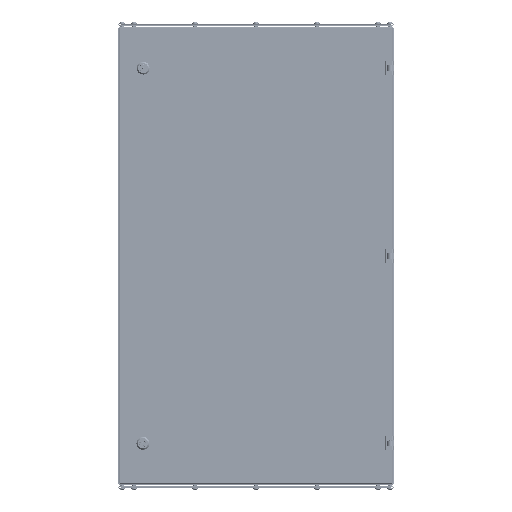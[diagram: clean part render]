
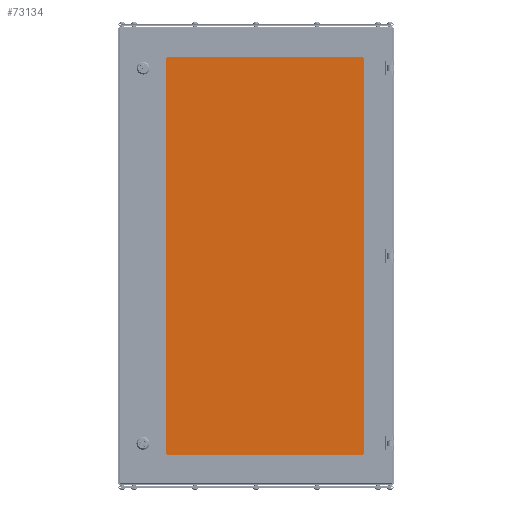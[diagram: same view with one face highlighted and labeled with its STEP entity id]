
A CAD part, top view. The second image highlights one B-rep face of the part: STEP entity #73134.
In plain terms, the highlighted planar face has unit normal (0, 0, 1).
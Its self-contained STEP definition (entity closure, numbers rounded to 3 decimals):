
#691 = DIRECTION ( 'NONE',  ( 0., 0., -1. ) ) ;
#2230 = LINE ( 'NONE', #71797, #82639 ) ;
#6061 = VERTEX_POINT ( 'NONE', #82352 ) ;
#6975 = CIRCLE ( 'NONE', #59714, 10. ) ;
#8740 = DIRECTION ( 'NONE',  ( 0., 1., 0. ) ) ;
#9695 = VERTEX_POINT ( 'NONE', #84887 ) ;
#11443 = AXIS2_PLACEMENT_3D ( 'NONE', #92356, #91438, #55995 ) ;
#12978 = EDGE_CURVE ( 'NONE', #71501, #9695, #6975, .T. ) ;
#14643 = ORIENTED_EDGE ( 'NONE', *, *, #36523, .T. ) ;
#15301 = DIRECTION ( 'NONE',  ( 0., 0., 1. ) ) ;
#18887 = VECTOR ( 'NONE', #47852, 1000. ) ;
#20681 = ORIENTED_EDGE ( 'NONE', *, *, #12978, .T. ) ;
#21504 = PLANE ( 'NONE',  #48588 ) ;
#22898 = CARTESIAN_POINT ( 'NONE',  ( 227.75, -445.5, 4. ) ) ;
#24850 = DIRECTION ( 'NONE',  ( 0., 0., 1. ) ) ;
#25617 = CARTESIAN_POINT ( 'NONE',  ( 227.75, -435.5, 4. ) ) ;
#28336 = VECTOR ( 'NONE', #64541, 1000. ) ;
#32061 = CARTESIAN_POINT ( 'NONE',  ( -227.75, 435.5, 4. ) ) ;
#32810 = EDGE_CURVE ( 'NONE', #9695, #62644, #2230, .T. ) ;
#32912 = EDGE_CURVE ( 'NONE', #48576, #77909, #55577, .T. ) ;
#34123 = DIRECTION ( 'NONE',  ( -1., 0., 0. ) ) ;
#34321 = CARTESIAN_POINT ( 'NONE',  ( -227.75, 445.5, 4. ) ) ;
#36109 = EDGE_CURVE ( 'NONE', #93146, #6061, #74797, .T. ) ;
#36288 = CARTESIAN_POINT ( 'NONE',  ( 217.75, 445.5, 4. ) ) ;
#36523 = EDGE_CURVE ( 'NONE', #6061, #48576, #37101, .T. ) ;
#37101 = CIRCLE ( 'NONE', #11443, 10. ) ;
#37244 = CARTESIAN_POINT ( 'NONE',  ( -227.75, -435.5, 4. ) ) ;
#37477 = CARTESIAN_POINT ( 'NONE',  ( -217.75, 435.5, 4. ) ) ;
#39816 = LINE ( 'NONE', #61072, #18887 ) ;
#42570 = VERTEX_POINT ( 'NONE', #32061 ) ;
#47852 = DIRECTION ( 'NONE',  ( 0., -1., 0. ) ) ;
#48541 = CIRCLE ( 'NONE', #56088, 10. ) ;
#48576 = VERTEX_POINT ( 'NONE', #36288 ) ;
#48588 = AXIS2_PLACEMENT_3D ( 'NONE', #66300, #691, #72016 ) ;
#49421 = CARTESIAN_POINT ( 'NONE',  ( -217.75, 445.5, 4. ) ) ;
#50514 = DIRECTION ( 'NONE',  ( 1., 0., 0. ) ) ;
#52838 = AXIS2_PLACEMENT_3D ( 'NONE', #77098, #76176, #34123 ) ;
#55133 = EDGE_CURVE ( 'NONE', #77909, #42570, #48541, .T. ) ;
#55577 = LINE ( 'NONE', #34321, #28336 ) ;
#55995 = DIRECTION ( 'NONE',  ( -1., 0., 0. ) ) ;
#56088 = AXIS2_PLACEMENT_3D ( 'NONE', #37477, #15301, #87094 ) ;
#59139 = ORIENTED_EDGE ( 'NONE', *, *, #90418, .T. ) ;
#59714 = AXIS2_PLACEMENT_3D ( 'NONE', #66421, #24850, #66872 ) ;
#61072 = CARTESIAN_POINT ( 'NONE',  ( -227.75, -445.5, 4. ) ) ;
#62232 = EDGE_CURVE ( 'NONE', #42570, #71501, #39816, .T. ) ;
#62644 = VERTEX_POINT ( 'NONE', #79807 ) ;
#64541 = DIRECTION ( 'NONE',  ( -1., 0., 0. ) ) ;
#66300 = CARTESIAN_POINT ( 'NONE',  ( 0., 0., 4. ) ) ;
#66421 = CARTESIAN_POINT ( 'NONE',  ( -217.75, -435.5, 4. ) ) ;
#66472 = CIRCLE ( 'NONE', #52838, 10. ) ;
#66872 = DIRECTION ( 'NONE',  ( -1., 0., 0. ) ) ;
#67521 = ORIENTED_EDGE ( 'NONE', *, *, #55133, .T. ) ;
#70596 = ORIENTED_EDGE ( 'NONE', *, *, #32912, .T. ) ;
#71501 = VERTEX_POINT ( 'NONE', #37244 ) ;
#71797 = CARTESIAN_POINT ( 'NONE',  ( -227.75, -445.5, 4. ) ) ;
#72016 = DIRECTION ( 'NONE',  ( -1., 0., 0. ) ) ;
#73134 = ADVANCED_FACE ( 'NONE', ( #86183 ), #21504, .F. ) ;
#73960 = EDGE_LOOP ( 'NONE', ( #89308, #59139, #85696, #14643, #70596, #67521, #92396, #20681 ) ) ;
#74797 = LINE ( 'NONE', #22898, #92872 ) ;
#76176 = DIRECTION ( 'NONE',  ( 0., 0., 1. ) ) ;
#77098 = CARTESIAN_POINT ( 'NONE',  ( 217.75, -435.5, 4. ) ) ;
#77909 = VERTEX_POINT ( 'NONE', #49421 ) ;
#79807 = CARTESIAN_POINT ( 'NONE',  ( 217.75, -445.5, 4. ) ) ;
#82352 = CARTESIAN_POINT ( 'NONE',  ( 227.75, 435.5, 4. ) ) ;
#82639 = VECTOR ( 'NONE', #50514, 1000. ) ;
#84887 = CARTESIAN_POINT ( 'NONE',  ( -217.75, -445.5, 4. ) ) ;
#85696 = ORIENTED_EDGE ( 'NONE', *, *, #36109, .T. ) ;
#86183 = FACE_OUTER_BOUND ( 'NONE', #73960, .T. ) ;
#87094 = DIRECTION ( 'NONE',  ( -1., 0., 0. ) ) ;
#89308 = ORIENTED_EDGE ( 'NONE', *, *, #32810, .T. ) ;
#90418 = EDGE_CURVE ( 'NONE', #62644, #93146, #66472, .T. ) ;
#91438 = DIRECTION ( 'NONE',  ( 0., 0., 1. ) ) ;
#92356 = CARTESIAN_POINT ( 'NONE',  ( 217.75, 435.5, 4. ) ) ;
#92396 = ORIENTED_EDGE ( 'NONE', *, *, #62232, .T. ) ;
#92872 = VECTOR ( 'NONE', #8740, 1000. ) ;
#93146 = VERTEX_POINT ( 'NONE', #25617 ) ;
